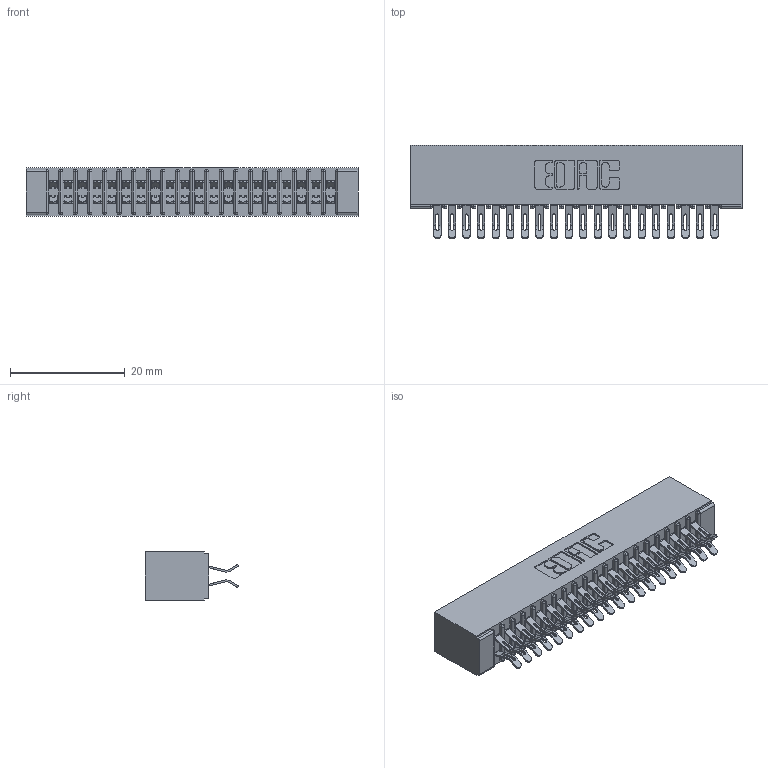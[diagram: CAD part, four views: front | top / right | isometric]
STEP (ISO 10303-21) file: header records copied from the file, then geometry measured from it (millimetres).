
FILE_DESCRIPTION (( 'STEP AP203' ), '1' );
FILE_NAME ('341-040-555-201.STEP', '2018-08-07T00:37:23', ( '' ), ( '' ), 'SwSTEP 2.0', 'SolidWorks 2016', '' );
FILE_SCHEMA (( 'CONFIG_CONTROL_DESIGN' ));
Length unit declared in the file: inch
Products named in the file (3): 341 Part_No Mounting Lugs; 341-292-001_341-292-155; 341-040-555-201
Assembly tree (41 placements, depth 2):
  341-040-555-201
    341 Part_No Mounting Lugs
    341-292-001_341-292-155  x40
Bounding box: 57.78 x 16.31 x 8.38 mm (x, y, z)
Volume: 3474.9 mm3; surface area: 8101.2 mm2
Topology: 41 solids, 41 shells, 3228 faces, 9632 edges, 6270 vertices
Faces by surface type: plane 1744, cylinder 1404, sphere 42, torus 38
Entity records: 27327 total; most frequent: CARTESIAN_POINT 4558, ORIENTED_EDGE 4516, DIRECTION 4428, EDGE_CURVE 2258, LINE 1788, VECTOR 1788, VERTEX_POINT 1434, AXIS2_PLACEMENT_3D 1320
